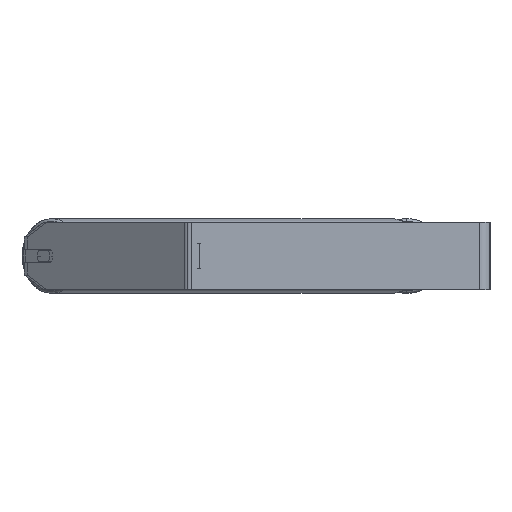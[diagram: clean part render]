
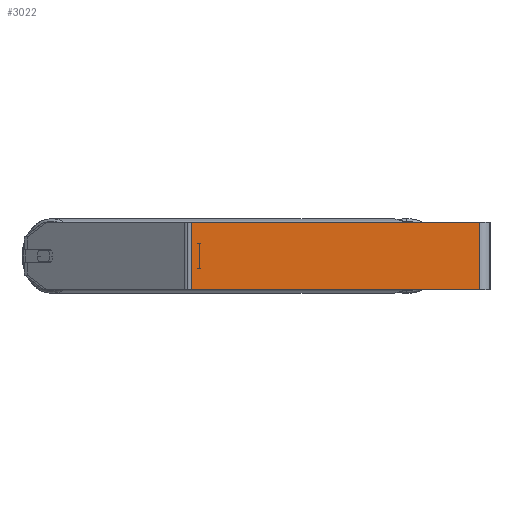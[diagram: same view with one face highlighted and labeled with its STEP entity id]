
A CAD part, left-side view. The second image highlights one B-rep face of the part: STEP entity #3022.
In plain terms, the highlighted planar face has unit normal (-1, 0, 0).
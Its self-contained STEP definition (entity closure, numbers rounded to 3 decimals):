
#15 = LINE ( 'NONE', #5443, #1775 ) ;
#172 = AXIS2_PLACEMENT_3D ( 'NONE', #1985, #2443, #5143 ) ;
#293 = VECTOR ( 'NONE', #4927, 1000. ) ;
#353 = EDGE_LOOP ( 'NONE', ( #7265, #4027, #5341, #2546 ) ) ;
#465 = CARTESIAN_POINT ( 'NONE',  ( -1000., 12., 40. ) ) ;
#855 = DIRECTION ( 'NONE',  ( 0., 0., -1. ) ) ;
#1127 = DIRECTION ( 'NONE',  ( 0., -1., 0. ) ) ;
#1525 = LINE ( 'NONE', #4209, #7675 ) ;
#1569 = CARTESIAN_POINT ( 'NONE',  ( -1000., 355.42, 40. ) ) ;
#1775 = VECTOR ( 'NONE', #1127, 1000. ) ;
#1930 = VERTEX_POINT ( 'NONE', #5429 ) ;
#1939 = PLANE ( 'NONE',  #172 ) ;
#1985 = CARTESIAN_POINT ( 'NONE',  ( -1000., 359.788, 40. ) ) ;
#2231 = CARTESIAN_POINT ( 'NONE',  ( -1000., 359.788, -40. ) ) ;
#2443 = DIRECTION ( 'NONE',  ( 1., 0., 0. ) ) ;
#2546 = ORIENTED_EDGE ( 'NONE', *, *, #7995, .T. ) ;
#2611 = CARTESIAN_POINT ( 'NONE',  ( -1000., 12., 40. ) ) ;
#2918 = EDGE_CURVE ( 'NONE', #4540, #5749, #15, .T. ) ;
#3022 = ADVANCED_FACE ( 'NONE', ( #8014 ), #1939, .F. ) ;
#3808 = LINE ( 'NONE', #465, #6626 ) ;
#4027 = ORIENTED_EDGE ( 'NONE', *, *, #4267, .F. ) ;
#4209 = CARTESIAN_POINT ( 'NONE',  ( -1000., 355.42, 40. ) ) ;
#4267 = EDGE_CURVE ( 'NONE', #5749, #8271, #3808, .T. ) ;
#4540 = VERTEX_POINT ( 'NONE', #1569 ) ;
#4927 = DIRECTION ( 'NONE',  ( 0., -1., 0. ) ) ;
#5127 = EDGE_CURVE ( 'NONE', #1930, #8271, #8311, .T. ) ;
#5143 = DIRECTION ( 'NONE',  ( 0., 0., -1. ) ) ;
#5341 = ORIENTED_EDGE ( 'NONE', *, *, #2918, .F. ) ;
#5429 = CARTESIAN_POINT ( 'NONE',  ( -1000., 355.42, -40. ) ) ;
#5443 = CARTESIAN_POINT ( 'NONE',  ( -1000., 359.788, 40. ) ) ;
#5749 = VERTEX_POINT ( 'NONE', #2611 ) ;
#6564 = DIRECTION ( 'NONE',  ( 0., 0., -1. ) ) ;
#6626 = VECTOR ( 'NONE', #6564, 1000. ) ;
#7265 = ORIENTED_EDGE ( 'NONE', *, *, #5127, .T. ) ;
#7675 = VECTOR ( 'NONE', #855, 1000. ) ;
#7995 = EDGE_CURVE ( 'NONE', #4540, #1930, #1525, .T. ) ;
#8014 = FACE_OUTER_BOUND ( 'NONE', #353, .T. ) ;
#8239 = CARTESIAN_POINT ( 'NONE',  ( -1000., 12., -40. ) ) ;
#8271 = VERTEX_POINT ( 'NONE', #8239 ) ;
#8311 = LINE ( 'NONE', #2231, #293 ) ;
